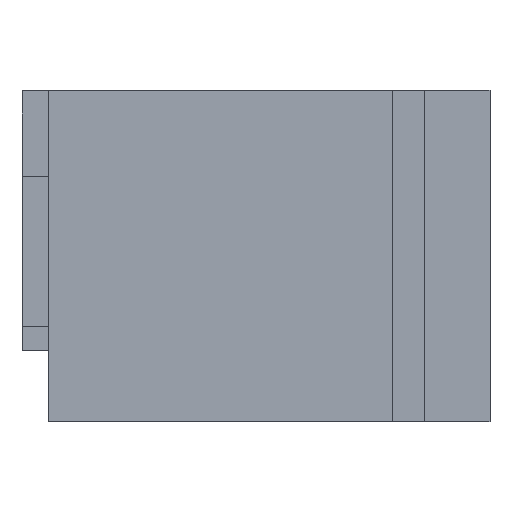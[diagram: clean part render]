
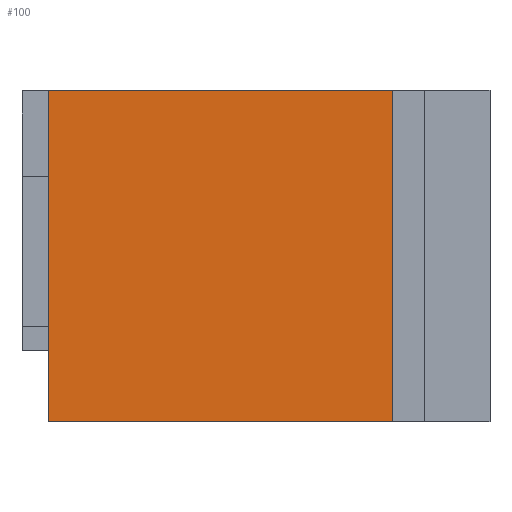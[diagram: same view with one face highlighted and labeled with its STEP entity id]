
A CAD part, left-side view. The second image highlights one B-rep face of the part: STEP entity #100.
In plain terms, the highlighted planar face has unit normal (-1, 0, 0).
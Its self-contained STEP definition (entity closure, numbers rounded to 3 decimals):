
#100 = ADVANCED_FACE('',(#101),#135,.T.);
#101 = FACE_BOUND('',#102,.T.);
#102 = EDGE_LOOP('',(#103,#113,#121,#129));
#103 = ORIENTED_EDGE('',*,*,#104,.F.);
#104 = EDGE_CURVE('',#105,#107,#109,.T.);
#105 = VERTEX_POINT('',#106);
#106 = CARTESIAN_POINT('',(-6.95,3.,0.));
#107 = VERTEX_POINT('',#108);
#108 = CARTESIAN_POINT('',(-6.95,13.55,0.));
#109 = LINE('',#110,#111);
#110 = CARTESIAN_POINT('',(-6.95,6.773,0.));
#111 = VECTOR('',#112,1.);
#112 = DIRECTION('',(0.,1.,0.));
#113 = ORIENTED_EDGE('',*,*,#114,.F.);
#114 = EDGE_CURVE('',#115,#105,#117,.T.);
#115 = VERTEX_POINT('',#116);
#116 = CARTESIAN_POINT('',(-6.95,3.,10.15));
#117 = LINE('',#118,#119);
#118 = CARTESIAN_POINT('',(-6.95,3.,10.15));
#119 = VECTOR('',#120,1.);
#120 = DIRECTION('',(0.,0.,-1.));
#121 = ORIENTED_EDGE('',*,*,#122,.T.);
#122 = EDGE_CURVE('',#115,#123,#125,.T.);
#123 = VERTEX_POINT('',#124);
#124 = CARTESIAN_POINT('',(-6.95,13.55,10.15));
#125 = LINE('',#126,#127);
#126 = CARTESIAN_POINT('',(-6.95,6.773,10.15));
#127 = VECTOR('',#128,1.);
#128 = DIRECTION('',(0.,1.,0.));
#129 = ORIENTED_EDGE('',*,*,#130,.T.);
#130 = EDGE_CURVE('',#123,#107,#131,.T.);
#131 = LINE('',#132,#133);
#132 = CARTESIAN_POINT('',(-6.95,13.55,10.15));
#133 = VECTOR('',#134,1.);
#134 = DIRECTION('',(0.,0.,-1.));
#135 = PLANE('',#136);
#136 = AXIS2_PLACEMENT_3D('',#137,#138,#139);
#137 = CARTESIAN_POINT('',(-6.95,6.773,10.15));
#138 = DIRECTION('',(-1.,0.,0.));
#139 = DIRECTION('',(0.,0.,1.));
